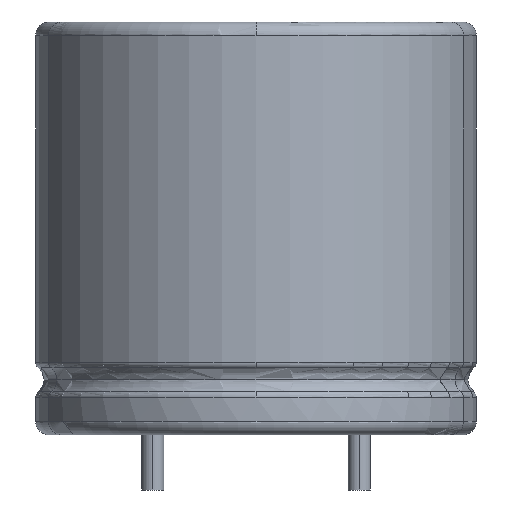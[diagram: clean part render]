
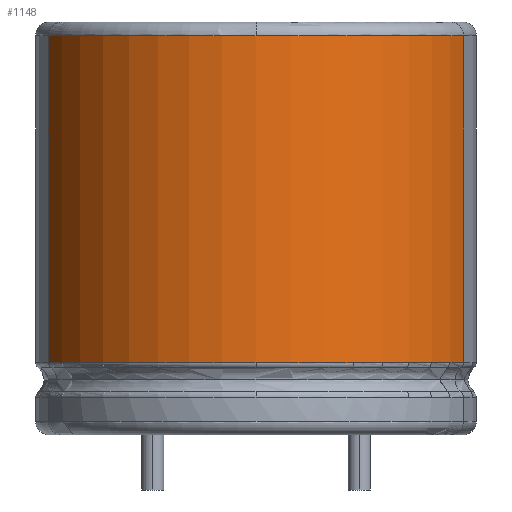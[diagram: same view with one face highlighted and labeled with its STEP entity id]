
A CAD part, front view. The second image highlights one B-rep face of the part: STEP entity #1148.
In plain terms, the highlighted cylindrical face has radius 8 mm (diameter 16 mm), a partial arc.
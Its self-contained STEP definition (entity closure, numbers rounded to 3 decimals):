
#376 = EDGE_CURVE('',#377,#379,#381,.T.);
#377 = VERTEX_POINT('',#378);
#378 = CARTESIAN_POINT('',(0.,-8.,14.75));
#379 = VERTEX_POINT('',#380);
#380 = CARTESIAN_POINT('',(-7.542,-2.667,14.75));
#381 = CIRCLE('',#382,8.);
#382 = AXIS2_PLACEMENT_3D('',#383,#384,#385);
#383 = CARTESIAN_POINT('',(0.,0.,14.75));
#384 = DIRECTION('',(0.,0.,-1.));
#385 = DIRECTION('',(0.,-1.,0.));
#472 = VERTEX_POINT('',#473);
#473 = CARTESIAN_POINT('',(0.,-8.,2.878));
#480 = EDGE_CURVE('',#481,#472,#483,.T.);
#481 = VERTEX_POINT('',#482);
#482 = CARTESIAN_POINT('',(-7.542,-2.667,2.878)
  );
#483 = CIRCLE('',#484,8.);
#484 = AXIS2_PLACEMENT_3D('',#485,#486,#487);
#485 = CARTESIAN_POINT('',(0.,0.,2.878));
#486 = DIRECTION('',(0.,0.,1.));
#487 = DIRECTION('',(0.,-1.,0.));
#889 = VERTEX_POINT('',#890);
#890 = CARTESIAN_POINT('',(7.542,-2.667,2.878)
  );
#899 = EDGE_CURVE('',#472,#889,#900,.T.);
#900 = CIRCLE('',#901,8.);
#901 = AXIS2_PLACEMENT_3D('',#902,#903,#904);
#902 = CARTESIAN_POINT('',(0.,0.,2.878));
#903 = DIRECTION('',(0.,0.,1.));
#904 = DIRECTION('',(0.,-1.,0.));
#1046 = EDGE_CURVE('',#1047,#377,#1049,.T.);
#1047 = VERTEX_POINT('',#1048);
#1048 = CARTESIAN_POINT('',(7.542,-2.667,14.75));
#1049 = CIRCLE('',#1050,8.);
#1050 = AXIS2_PLACEMENT_3D('',#1051,#1052,#1053);
#1051 = CARTESIAN_POINT('',(0.,0.,14.75));
#1052 = DIRECTION('',(0.,0.,-1.));
#1053 = DIRECTION('',(0.,-1.,0.));
#1148 = ADVANCED_FACE('',(#1149),#1167,.T.);
#1149 = FACE_BOUND('',#1150,.T.);
#1150 = EDGE_LOOP('',(#1151,#1152,#1153,#1159,#1160,#1161));
#1151 = ORIENTED_EDGE('',*,*,#480,.T.);
#1152 = ORIENTED_EDGE('',*,*,#899,.T.);
#1153 = ORIENTED_EDGE('',*,*,#1154,.T.);
#1154 = EDGE_CURVE('',#889,#1047,#1155,.T.);
#1155 = LINE('',#1156,#1157);
#1156 = CARTESIAN_POINT('',(7.542,-2.667,
    -1.962));
#1157 = VECTOR('',#1158,1.);
#1158 = DIRECTION('',(0.,0.,1.));
#1159 = ORIENTED_EDGE('',*,*,#1046,.T.);
#1160 = ORIENTED_EDGE('',*,*,#376,.T.);
#1161 = ORIENTED_EDGE('',*,*,#1162,.T.);
#1162 = EDGE_CURVE('',#379,#481,#1163,.T.);
#1163 = LINE('',#1164,#1165);
#1164 = CARTESIAN_POINT('',(-7.542,-2.667,
    -1.962));
#1165 = VECTOR('',#1166,1.);
#1166 = DIRECTION('',(0.,0.,-1.));
#1167 = CYLINDRICAL_SURFACE('',#1168,8.);
#1168 = AXIS2_PLACEMENT_3D('',#1169,#1170,#1171);
#1169 = CARTESIAN_POINT('',(0.,0.,-1.962
    ));
#1170 = DIRECTION('',(0.,0.,-1.));
#1171 = DIRECTION('',(0.,1.,0.));
